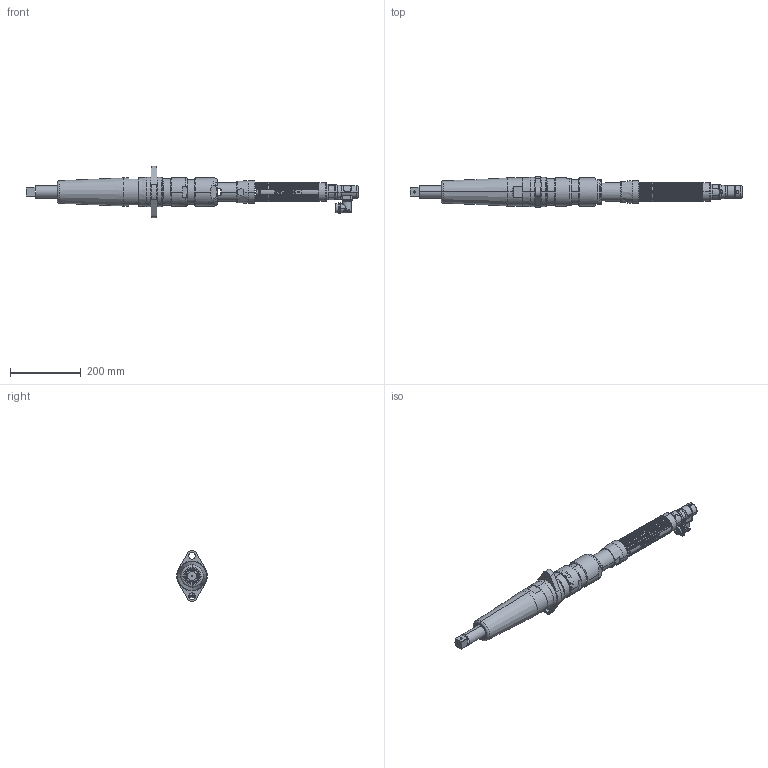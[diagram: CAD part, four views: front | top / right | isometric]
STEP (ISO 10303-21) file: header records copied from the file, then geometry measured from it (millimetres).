
FILE_DESCRIPTION((''),'2;1');
FILE_NAME('EB55MB4F2-460R','2018-02-23T',('CEG0317'),(''),'PRO/ENGINEER BY PARAMETRIC TECHNOLOGY CORPORATION, 2010430','PRO/ENGINEER BY PARAMETRIC TECHNOLOGY CORPORATION, 2010430','');
FILE_SCHEMA(('CONFIG_CONTROL_DESIGN'));
Length unit declared in the file: inch
Products named in the file (1): EB55MB4F2-460R
Bounding box: 935.42 x 87.38 x 144.48 mm (x, y, z)
Surface area: 239209.3 mm2 (no closed solid volume)
Topology: 0 solids, 85 shells, 1047 faces, 3970 edges, 2925 vertices
Faces by surface type: plane 762, cylinder 195, torus 32, cone 28, bspline 18, extrusion 12
Entity records: 47900 total; most frequent: CARTESIAN_POINT 16349, DIRECTION 6020, ORIENTED_EDGE 5799, EDGE_CURVE 3970, VERTEX_POINT 2925, VECTOR 2786, LINE 2774, AXIS2_PLACEMENT_3D 1617
